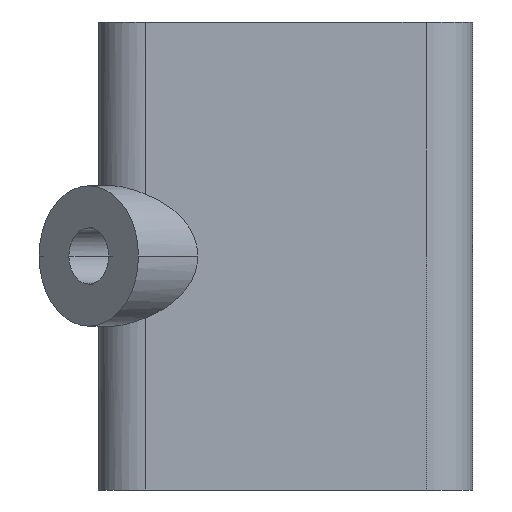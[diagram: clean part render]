
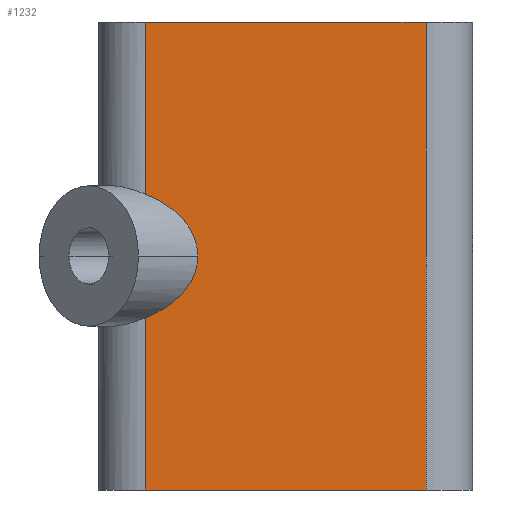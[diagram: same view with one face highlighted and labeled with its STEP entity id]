
A CAD part, front view. The second image highlights one B-rep face of the part: STEP entity #1232.
In plain terms, the highlighted planar face has unit normal (0, -1, 0).
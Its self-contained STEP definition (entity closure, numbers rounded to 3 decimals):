
#13 = DIRECTION ( 'NONE',  ( 0., 0., 1. ) ) ;
#48 = ORIENTED_EDGE ( 'NONE', *, *, #1468, .T. ) ;
#51 = ORIENTED_EDGE ( 'NONE', *, *, #569, .F. ) ;
#52 = CARTESIAN_POINT ( 'NONE',  ( 10.607, 0., 25. ) ) ;
#98 = ORIENTED_EDGE ( 'NONE', *, *, #180, .T. ) ;
#104 = FACE_OUTER_BOUND ( 'NONE', #1656, .T. ) ;
#134 = ORIENTED_EDGE ( 'NONE', *, *, #395, .T. ) ;
#149 = EDGE_CURVE ( 'NONE', #1623, #1404, #1595, .T. ) ;
#180 = EDGE_CURVE ( 'NONE', #499, #539, #1634, .T. ) ;
#192 = LINE ( 'NONE', #970, #197 ) ;
#197 = VECTOR ( 'NONE', #1625, 1000. ) ;
#235 = EDGE_CURVE ( 'NONE', #1415, #815, #729, .T. ) ;
#241 = PLANE ( 'NONE',  #1245 ) ;
#301 = CARTESIAN_POINT ( 'NONE',  ( 5., 0., 31.614 ) ) ;
#342 = VECTOR ( 'NONE', #864, 1000. ) ;
#395 = EDGE_CURVE ( 'NONE', #572, #1415, #1133, .T. ) ;
#412 = CARTESIAN_POINT ( 'NONE',  ( 5., 0., 50. ) ) ;
#413 = DIRECTION ( 'NONE',  ( 0., 0., -1. ) ) ;
#483 = CARTESIAN_POINT ( 'NONE',  ( 8.542, 0., 30.276 ) ) ;
#499 = VERTEX_POINT ( 'NONE', #412 ) ;
#525 = CARTESIAN_POINT ( 'NONE',  ( 8.542, 0., 19.724 ) ) ;
#531 = CARTESIAN_POINT ( 'NONE',  ( 35., 0., 50. ) ) ;
#539 = VERTEX_POINT ( 'NONE', #301 ) ;
#569 = EDGE_CURVE ( 'NONE', #499, #1623, #1181, .T. ) ;
#572 = VERTEX_POINT ( 'NONE', #52 ) ;
#602 = DIRECTION ( 'NONE',  ( 0., 0., -1. ) ) ;
#694 = VECTOR ( 'NONE', #413, 1000. ) ;
#701 = CARTESIAN_POINT ( 'NONE',  ( 5., 0., 50. ) ) ;
#729 = LINE ( 'NONE', #1648, #969 ) ;
#744 = CARTESIAN_POINT ( 'NONE',  ( 5., 0., 31.614 ) ) ;
#771 = CARTESIAN_POINT ( 'NONE',  ( 5., 0., 0. ) ) ;
#815 = VERTEX_POINT ( 'NONE', #771 ) ;
#864 = DIRECTION ( 'NONE',  ( 0., 0., -1. ) ) ;
#887 = CARTESIAN_POINT ( 'NONE',  ( 10.607, 0., 25. ) ) ;
#916 = VECTOR ( 'NONE', #1073, 1000. ) ;
#937 = CARTESIAN_POINT ( 'NONE',  ( 5., 0., 50. ) ) ;
#940 = ORIENTED_EDGE ( 'NONE', *, *, #235, .T. ) ;
#969 = VECTOR ( 'NONE', #602, 1000. ) ;
#970 = CARTESIAN_POINT ( 'NONE',  ( 5., 0., 0. ) ) ;
#1038 = CARTESIAN_POINT ( 'NONE',  ( 5., 0., 18.386 ) ) ;
#1041 = EDGE_CURVE ( 'NONE', #815, #1404, #192, .T. ) ;
#1047 = CARTESIAN_POINT ( 'NONE',  ( 35., 0., 50. ) ) ;
#1073 = DIRECTION ( 'NONE',  ( 1., 0., 0. ) ) ;
#1131 = CARTESIAN_POINT ( 'NONE',  ( 5., 0., 50. ) ) ;
#1133 =( BOUNDED_CURVE ( )  B_SPLINE_CURVE ( 3, ( #887, #1288, #525, #1038 ),
 .UNSPECIFIED., .F., .T. ) 
 B_SPLINE_CURVE_WITH_KNOTS ( ( 4, 4 ),
 ( 3.142, 4.222 ),
 .UNSPECIFIED. ) 
 CURVE ( )  GEOMETRIC_REPRESENTATION_ITEM ( )  RATIONAL_B_SPLINE_CURVE ( ( 1., 0.905, 0.905, 1. ) ) 
 REPRESENTATION_ITEM ( '' )  );
#1162 = DIRECTION ( 'NONE',  ( 0., 1., 0. ) ) ;
#1181 = LINE ( 'NONE', #937, #916 ) ;
#1186 = ORIENTED_EDGE ( 'NONE', *, *, #149, .F. ) ;
#1222 = CARTESIAN_POINT ( 'NONE',  ( 5., 0., 18.386 ) ) ;
#1232 = ADVANCED_FACE ( 'NONE', ( #104 ), #241, .F. ) ;
#1245 = AXIS2_PLACEMENT_3D ( 'NONE', #1131, #1162, #13 ) ;
#1288 = CARTESIAN_POINT ( 'NONE',  ( 10.607, 0., 22.16 ) ) ;
#1314 =( BOUNDED_CURVE ( )  B_SPLINE_CURVE ( 3, ( #744, #483, #1651, #1524 ),
 .UNSPECIFIED., .F., .T. ) 
 B_SPLINE_CURVE_WITH_KNOTS ( ( 4, 4 ),
 ( 2.062, 3.142 ),
 .UNSPECIFIED. ) 
 CURVE ( )  GEOMETRIC_REPRESENTATION_ITEM ( )  RATIONAL_B_SPLINE_CURVE ( ( 1., 0.905, 0.905, 1. ) ) 
 REPRESENTATION_ITEM ( '' )  );
#1340 = CARTESIAN_POINT ( 'NONE',  ( 35., 0., 0. ) ) ;
#1404 = VERTEX_POINT ( 'NONE', #1340 ) ;
#1415 = VERTEX_POINT ( 'NONE', #1222 ) ;
#1468 = EDGE_CURVE ( 'NONE', #539, #572, #1314, .T. ) ;
#1524 = CARTESIAN_POINT ( 'NONE',  ( 10.607, 0., 25. ) ) ;
#1580 = ORIENTED_EDGE ( 'NONE', *, *, #1041, .T. ) ;
#1595 = LINE ( 'NONE', #1047, #694 ) ;
#1623 = VERTEX_POINT ( 'NONE', #531 ) ;
#1625 = DIRECTION ( 'NONE',  ( 1., 0., 0. ) ) ;
#1634 = LINE ( 'NONE', #701, #342 ) ;
#1648 = CARTESIAN_POINT ( 'NONE',  ( 5., 0., 50. ) ) ;
#1651 = CARTESIAN_POINT ( 'NONE',  ( 10.607, 0., 27.84 ) ) ;
#1656 = EDGE_LOOP ( 'NONE', ( #98, #48, #134, #940, #1580, #1186, #51 ) ) ;
